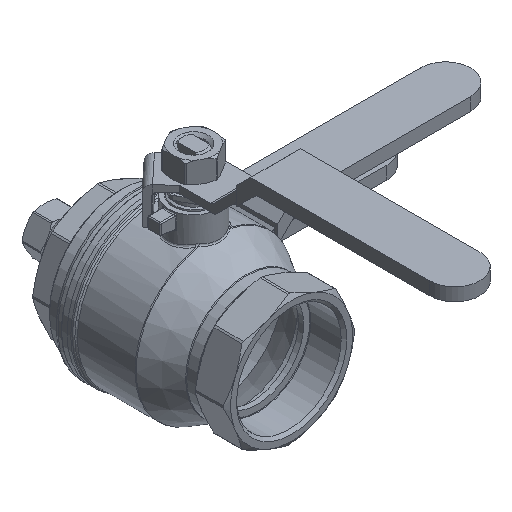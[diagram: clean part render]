
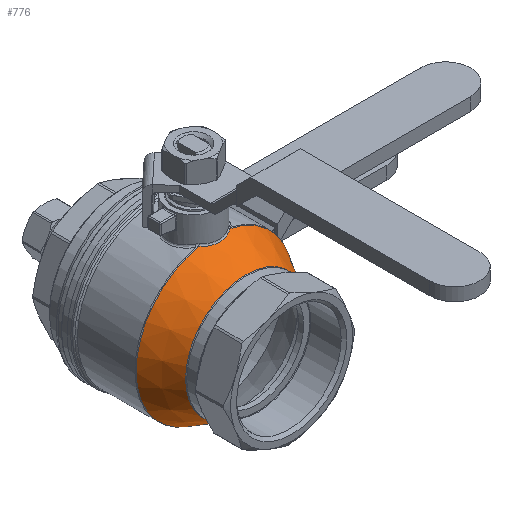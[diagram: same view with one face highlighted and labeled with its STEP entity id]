
A CAD part, isometric view. The second image highlights one B-rep face of the part: STEP entity #776.
In plain terms, the highlighted conical face has half-angle 29.745 degrees and reference radius 32.5 mm.
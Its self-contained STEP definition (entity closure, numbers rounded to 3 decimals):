
#776 = ADVANCED_FACE( '', ( #1683, #1684 ), #1685, .T. );
#1683 = FACE_OUTER_BOUND( '', #3240, .T. );
#1684 = FACE_BOUND( '', #3241, .T. );
#1685 = CONICAL_SURFACE( '', #3242, 32.5, 0.519 );
#3240 = EDGE_LOOP( '', ( #5408, #5409 ) );
#3241 = EDGE_LOOP( '', ( #5410 ) );
#3242 = AXIS2_PLACEMENT_3D( '', #5411, #5412, #5413 );
#5408 = ORIENTED_EDGE( '', *, *, #7052, .T. );
#5409 = ORIENTED_EDGE( '', *, *, #6906, .T. );
#5410 = ORIENTED_EDGE( '', *, *, #7053, .T. );
#5411 = CARTESIAN_POINT( '', ( 0., -28.5, 0. ) );
#5412 = DIRECTION( '', ( 0., 1., 0. ) );
#5413 = DIRECTION( '', ( 0., 0., 1. ) );
#6906 = EDGE_CURVE( '', #8239, #8237, #8240, .F. );
#7052 = EDGE_CURVE( '', #8237, #8239, #8428, .T. );
#7053 = EDGE_CURVE( '', #8429, #8429, #8430, .T. );
#8237 = VERTEX_POINT( '', #11459 );
#8239 = VERTEX_POINT( '', #11473 );
#8240 = CIRCLE( '', #11474, 42.368 );
#8428 = B_SPLINE_CURVE_WITH_KNOTS( '', 3, ( #11941, #11942, #11943, #11944, #11945, #11946, #11947, #11948, #11949, #11950, #11951, #11952, #11953, #11954, #11955, #11956, #11957, #11958, #11959, #11960, #11961, #11962, #11963, #11964, #11965, #11966, #11967, #11968, #11969, #11970, #11971, #11972, #11973, #11974, #11975, #11976, #11977, #11978, #11979, #11980, #11981, #11982, #11983, #11984, #11985, #11986, #11987, #11988, #11989, #11990 ), .UNSPECIFIED., .F., .F., ( 4, 1, 2, 2, 1, 1, 2, 2, 1, 1, 2, 2, 1, 1, 1, 2, 2, 1, 1, 1, 1, 1, 1, 1, 1, 1, 2, 2, 2, 1, 1, 2, 2, 1, 4 ), ( 0., 0.001, 0.002, 0.003, 0.004, 0.004, 0.004, 0.004, 0.004, 0.005, 0.006, 0.007, 0.007, 0.008, 0.008, 0.009, 0.009, 0.009, 0.009, 0.01, 0.01, 0.011, 0.011, 0.012, 0.012, 0.013, 0.013, 0.014, 0.014, 0.014, 0.014, 0.015, 0.016, 0.017, 0.018 ), .UNSPECIFIED. );
#8429 = VERTEX_POINT( '', #11991 );
#8430 = CIRCLE( '', #11992, 32.632 );
#11459 = CARTESIAN_POINT( '', ( 8.357, -11.231, 41.536 ) );
#11473 = CARTESIAN_POINT( '', ( -8.357, -11.231, 41.536 ) );
#11474 = AXIS2_PLACEMENT_3D( '', #13333, #13334, #13335 );
#11941 = CARTESIAN_POINT( '', ( 8.357, -11.231, 41.536 ) );
#11942 = CARTESIAN_POINT( '', ( 8.058, -11.452, 41.467 ) );
#11943 = CARTESIAN_POINT( '', ( 7.445, -11.871, 41.341 ) );
#11944 = CARTESIAN_POINT( '', ( 6.801, -12.24, 41.236 ) );
#11945 = CARTESIAN_POINT( '', ( 6.141, -12.584, 41.14 ) );
#11946 = CARTESIAN_POINT( '', ( 5.804, -12.743, 41.097 ) );
#11947 = CARTESIAN_POINT( '', ( 5.373, -12.926, 41.049 ) );
#11948 = CARTESIAN_POINT( '', ( 5.243, -12.98, 41.035 ) );
#11949 = CARTESIAN_POINT( '', ( 5.09, -13.041, 41.019 ) );
#11950 = CARTESIAN_POINT( '', ( 5.024, -13.066, 41.013 ) );
#11951 = CARTESIAN_POINT( '', ( 4.98, -13.083, 41.008 ) );
#11952 = CARTESIAN_POINT( '', ( 4.958, -13.092, 41.006 ) );
#11953 = CARTESIAN_POINT( '', ( 4.76, -13.167, 40.987 ) );
#11954 = CARTESIAN_POINT( '', ( 4.406, -13.292, 40.955 ) );
#11955 = CARTESIAN_POINT( '', ( 3.871, -13.459, 40.914 ) );
#11956 = CARTESIAN_POINT( '', ( 3.511, -13.555, 40.89 ) );
#11957 = CARTESIAN_POINT( '', ( 2.969, -13.688, 40.858 ) );
#11958 = CARTESIAN_POINT( '', ( 2.605, -13.763, 40.84 ) );
#11959 = CARTESIAN_POINT( '', ( 2.055, -13.852, 40.819 ) );
#11960 = CARTESIAN_POINT( '', ( 1.687, -13.905, 40.806 ) );
#11961 = CARTESIAN_POINT( '', ( 1.13, -13.962, 40.793 ) );
#11962 = CARTESIAN_POINT( '', ( 0.569, -13.996, 40.785 ) );
#11963 = CARTESIAN_POINT( '', ( 0.192, -14.004, 40.784 ) );
#11964 = CARTESIAN_POINT( '', ( -0.021, -14.004, 40.784 ) );
#11965 = CARTESIAN_POINT( '', ( -0.045, -14.004, 40.784 ) );
#11966 = CARTESIAN_POINT( '', ( -0.092, -14.004, 40.784 ) );
#11967 = CARTESIAN_POINT( '', ( -0.163, -14.003, 40.784 ) );
#11968 = CARTESIAN_POINT( '', ( -0.328, -14.001, 40.784 ) );
#11969 = CARTESIAN_POINT( '', ( -0.658, -13.991, 40.787 ) );
#11970 = CARTESIAN_POINT( '', ( -1.126, -13.962, 40.793 ) );
#11971 = CARTESIAN_POINT( '', ( -1.684, -13.905, 40.806 ) );
#11972 = CARTESIAN_POINT( '', ( -2.238, -13.826, 40.825 ) );
#11973 = CARTESIAN_POINT( '', ( -2.787, -13.726, 40.849 ) );
#11974 = CARTESIAN_POINT( '', ( -3.333, -13.603, 40.878 ) );
#11975 = CARTESIAN_POINT( '', ( -3.875, -13.457, 40.914 ) );
#11976 = CARTESIAN_POINT( '', ( -4.234, -13.346, 40.942 ) );
#11977 = CARTESIAN_POINT( '', ( -4.457, -13.271, 40.96 ) );
#11978 = CARTESIAN_POINT( '', ( -4.502, -13.256, 40.964 ) );
#11979 = CARTESIAN_POINT( '', ( -4.569, -13.233, 40.97 ) );
#11980 = CARTESIAN_POINT( '', ( -4.591, -13.225, 40.972 ) );
#11981 = CARTESIAN_POINT( '', ( -4.635, -13.21, 40.976 ) );
#11982 = CARTESIAN_POINT( '', ( -4.746, -13.17, 40.986 ) );
#11983 = CARTESIAN_POINT( '', ( -5.033, -13.065, 41.013 ) );
#11984 = CARTESIAN_POINT( '', ( -5.294, -12.96, 41.04 ) );
#11985 = CARTESIAN_POINT( '', ( -5.809, -12.741, 41.098 ) );
#11986 = CARTESIAN_POINT( '', ( -6.145, -12.582, 41.141 ) );
#11987 = CARTESIAN_POINT( '', ( -6.802, -12.239, 41.236 ) );
#11988 = CARTESIAN_POINT( '', ( -7.445, -11.87, 41.341 ) );
#11989 = CARTESIAN_POINT( '', ( -8.058, -11.452, 41.467 ) );
#11990 = CARTESIAN_POINT( '', ( -8.357, -11.231, 41.536 ) );
#11991 = CARTESIAN_POINT( '', ( 0., -28.269, 32.632 ) );
#11992 = AXIS2_PLACEMENT_3D( '', #13490, #13491, #13492 );
#13333 = CARTESIAN_POINT( '', ( 0., -11.231, 0. ) );
#13334 = DIRECTION( '', ( 0., 1., 0. ) );
#13335 = DIRECTION( '', ( 0., 0., 1. ) );
#13490 = CARTESIAN_POINT( '', ( 0., -28.269, 0. ) );
#13491 = DIRECTION( '', ( 0., 1., 0. ) );
#13492 = DIRECTION( '', ( 0., 0., 1. ) );
